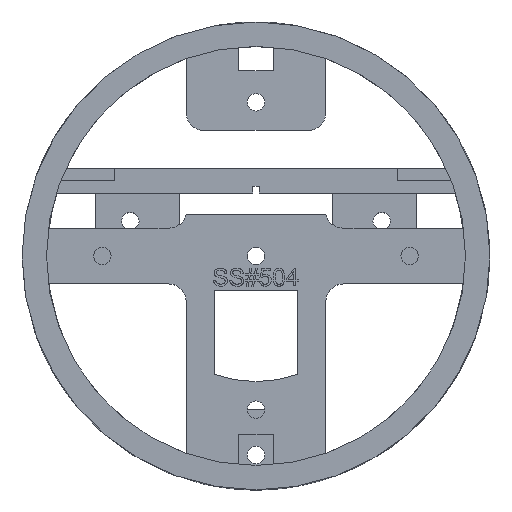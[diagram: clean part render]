
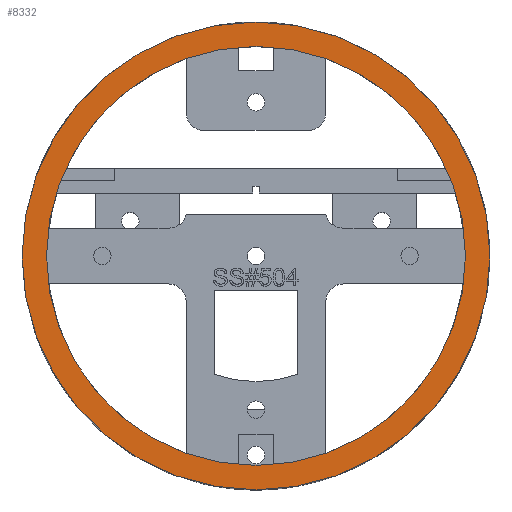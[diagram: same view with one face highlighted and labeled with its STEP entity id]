
A CAD part, top view. The second image highlights one B-rep face of the part: STEP entity #8332.
In plain terms, the highlighted planar face has unit normal (0, 0, 1).
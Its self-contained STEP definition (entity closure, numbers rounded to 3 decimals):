
#111=CIRCLE('',#8450,33.5);
#240=CIRCLE('',#8747,30.);
#343=FACE_BOUND('',#1454,.T.);
#573=PLANE('',#8864);
#987=FACE_OUTER_BOUND('',#1453,.T.);
#1453=EDGE_LOOP('',(#7746));
#1454=EDGE_LOOP('',(#7747));
#3613=VERTEX_POINT('',#13443);
#4010=VERTEX_POINT('',#15275);
#4603=EDGE_CURVE('',#3613,#3613,#111,.T.);
#5174=EDGE_CURVE('',#4010,#4010,#240,.T.);
#7746=ORIENTED_EDGE('',*,*,#4603,.T.);
#7747=ORIENTED_EDGE('',*,*,#5174,.T.);
#8332=ADVANCED_FACE('',(#987,#343),#573,.T.);
#8450=AXIS2_PLACEMENT_3D('',#13445,#9345,#9346);
#8747=AXIS2_PLACEMENT_3D('',#15277,#10289,#10290);
#8864=AXIS2_PLACEMENT_3D('',#15556,#10614,#10615);
#9345=DIRECTION('center_axis',(0.,0.,1.));
#9346=DIRECTION('ref_axis',(1.,0.,0.));
#10289=DIRECTION('center_axis',(0.,0.,-1.));
#10290=DIRECTION('ref_axis',(1.,0.,0.));
#10614=DIRECTION('center_axis',(0.,0.,1.));
#10615=DIRECTION('ref_axis',(1.,0.,0.));
#13443=CARTESIAN_POINT('',(-33.5,21.826,31.008));
#13445=CARTESIAN_POINT('Origin',(0.,21.826,31.008));
#15275=CARTESIAN_POINT('',(-30.,21.826,31.008));
#15277=CARTESIAN_POINT('Origin',(0.,21.826,31.008));
#15556=CARTESIAN_POINT('Origin',(0.,21.826,31.008));
